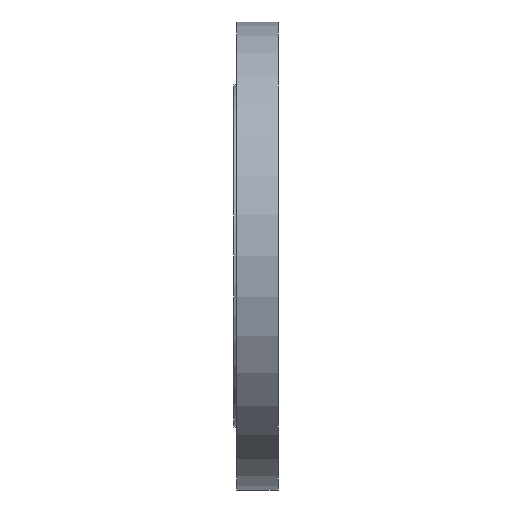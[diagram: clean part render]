
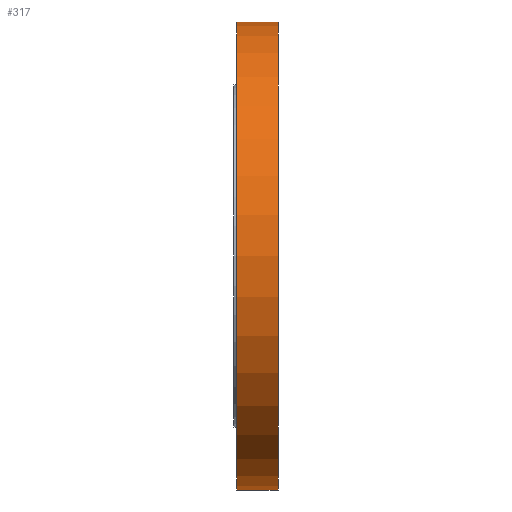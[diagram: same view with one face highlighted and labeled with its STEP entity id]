
A CAD part, left-side view. The second image highlights one B-rep face of the part: STEP entity #317.
In plain terms, the highlighted cylindrical face has radius 127 mm (diameter 254 mm), a partial arc.
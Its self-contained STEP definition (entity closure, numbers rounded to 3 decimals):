
#23 = CARTESIAN_POINT ( 'NONE',  ( 0., 22.3, -127. ) ) ;
#41 = CARTESIAN_POINT ( 'NONE',  ( 0., 22.3, -127. ) ) ;
#66 = CARTESIAN_POINT ( 'NONE',  ( 0., 0., 127. ) ) ;
#77 = VERTEX_POINT ( 'NONE', #41 ) ;
#84 = CARTESIAN_POINT ( 'NONE',  ( 0., 22.3, 127. ) ) ;
#159 = FACE_OUTER_BOUND ( 'NONE', #440, .T. ) ;
#167 = LINE ( 'NONE', #23, #573 ) ;
#213 = DIRECTION ( 'NONE',  ( 0., 1., 0. ) ) ;
#226 = CARTESIAN_POINT ( 'NONE',  ( 0., 0., -127. ) ) ;
#304 = DIRECTION ( 'NONE',  ( 0., -1., 0. ) ) ;
#309 = CARTESIAN_POINT ( 'NONE',  ( 0., 22.3, 0. ) ) ;
#317 = ADVANCED_FACE ( 'NONE', ( #159 ), #752, .T. ) ;
#320 = EDGE_CURVE ( 'NONE', #77, #353, #167, .T. ) ;
#328 = CIRCLE ( 'NONE', #801, 127. ) ;
#340 = ORIENTED_EDGE ( 'NONE', *, *, #828, .F. ) ;
#349 = CARTESIAN_POINT ( 'NONE',  ( 0., 22.3, 0. ) ) ;
#353 = VERTEX_POINT ( 'NONE', #226 ) ;
#355 = CARTESIAN_POINT ( 'NONE',  ( 0., 22.3, 127. ) ) ;
#433 = DIRECTION ( 'NONE',  ( 0., -1., 0. ) ) ;
#439 = AXIS2_PLACEMENT_3D ( 'NONE', #721, #672, #797 ) ;
#440 = EDGE_LOOP ( 'NONE', ( #340, #635, #604, #691 ) ) ;
#546 = CIRCLE ( 'NONE', #439, 127. ) ;
#573 = VECTOR ( 'NONE', #304, 1000. ) ;
#592 = EDGE_CURVE ( 'NONE', #353, #715, #546, .T. ) ;
#604 = ORIENTED_EDGE ( 'NONE', *, *, #320, .T. ) ;
#631 = VERTEX_POINT ( 'NONE', #84 ) ;
#635 = ORIENTED_EDGE ( 'NONE', *, *, #660, .F. ) ;
#660 = EDGE_CURVE ( 'NONE', #77, #631, #328, .T. ) ;
#672 = DIRECTION ( 'NONE',  ( 0., 1., 0. ) ) ;
#691 = ORIENTED_EDGE ( 'NONE', *, *, #592, .T. ) ;
#700 = DIRECTION ( 'NONE',  ( 0., 0., -1. ) ) ;
#715 = VERTEX_POINT ( 'NONE', #66 ) ;
#716 = AXIS2_PLACEMENT_3D ( 'NONE', #309, #814, #700 ) ;
#721 = CARTESIAN_POINT ( 'NONE',  ( 0., 0., 0. ) ) ;
#724 = VECTOR ( 'NONE', #433, 1000. ) ;
#752 = CYLINDRICAL_SURFACE ( 'NONE', #716, 127. ) ;
#754 = LINE ( 'NONE', #355, #724 ) ;
#797 = DIRECTION ( 'NONE',  ( 0., 0., 1. ) ) ;
#801 = AXIS2_PLACEMENT_3D ( 'NONE', #349, #213, #803 ) ;
#803 = DIRECTION ( 'NONE',  ( 0., 0., 1. ) ) ;
#814 = DIRECTION ( 'NONE',  ( 0., -1., 0. ) ) ;
#828 = EDGE_CURVE ( 'NONE', #631, #715, #754, .T. ) ;
